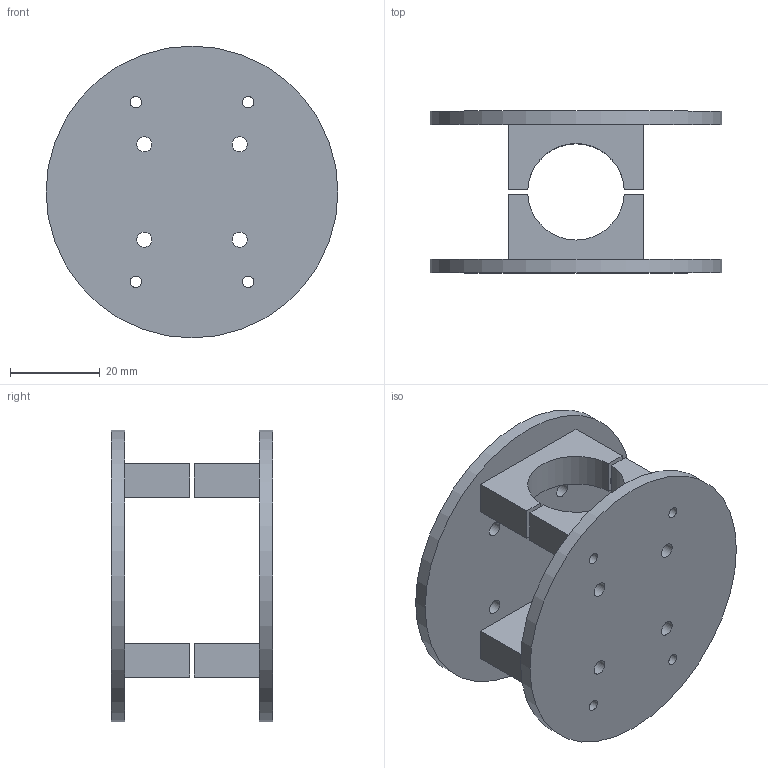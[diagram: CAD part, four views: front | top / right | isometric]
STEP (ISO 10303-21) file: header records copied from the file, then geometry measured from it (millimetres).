
FILE_DESCRIPTION(/* description */ (''),/* implementation_level */ '2;1');
FILE_NAME(/* name */ 'Motor Mounts v4.step',/* time_stamp */ '2023-01-25T10:14:32-06:00',/* author */ (''),/* organization */ (''),/* preprocessor_version */ 'ST-DEVELOPER v19.2',/* originating_system */ 'Autodesk Translation Framework v11.17.0.187',/* authorisation */ '');
FILE_SCHEMA (('AUTOMOTIVE_DESIGN { 1 0 10303 214 3 1 1 }'));
Length unit declared in the file: millimetre
Products named in the file (1): Motor Mounts
Bounding box: 65 x 36 x 65 mm (x, y, z)
Volume: 26923.9 mm3; surface area: 18964.7 mm2
Topology: 2 solids, 2 shells, 50 faces, 126 edges, 84 vertices
Faces by surface type: plane 28, cylinder 22
Full cylindrical faces by diameter (mm): 2.529 x8, 3.332 x8, 65 x2
Entity records: 1617 total; most frequent: DIRECTION 272, CARTESIAN_POINT 261, ORIENTED_EDGE 252, EDGE_CURVE 126, AXIS2_PLACEMENT_3D 95, EDGE_LOOP 86, VERTEX_POINT 84, LINE 82
